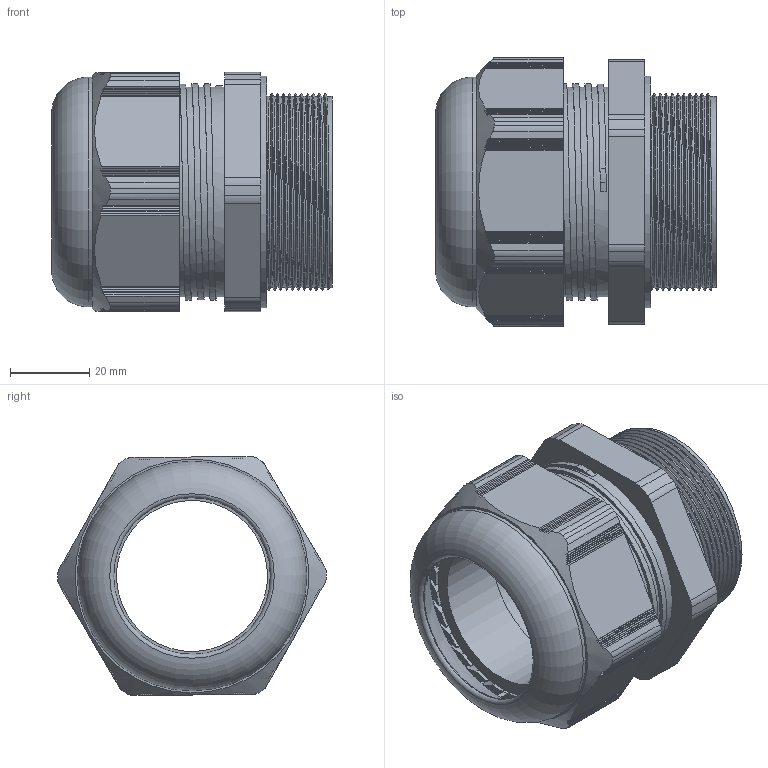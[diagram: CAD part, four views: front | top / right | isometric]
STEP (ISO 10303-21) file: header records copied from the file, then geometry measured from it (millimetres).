
FILE_DESCRIPTION(/* description */ ('Euro-Top X3 HI Poylamid M50 Stutzen'),/* implementation_level */ '2;1');
FILE_NAME(/* name */ '85080550X3HI-RST.stp',/* time_stamp */ '2015-03-04T12:16:50+01:00',/* author */ ('sl'),/* organization */ (''),/* preprocessor_version */ 'ST-DEVELOPER v15.2',/* originating_system */ 'Autodesk Inventor 2014',/* authorisation */ '');
FILE_SCHEMA (('AUTOMOTIVE_DESIGN { 1 0 10303 214 3 1 1 }'));
Length unit declared in the file: millimetre
Products named in the file (5): Euro-Top-X3HI-13-BT-0001-85080550X3HI; Euro-Top-X3HI-13-BT-0002-85080550X3HI; Euro-Top-X3HI-13-BT-0003-85080550X3HI; Euro-Top-X3HI-13-BT-0004-85080550X3HI; Euro-Top-X3HI-13-BG-0001-85080550X3HI
Assembly tree (4 placements, depth 2):
  Euro-Top-X3HI-13-BG-0001-85080550X3HI
    Euro-Top-X3HI-13-BT-0001-85080550X3HI
    Euro-Top-X3HI-13-BT-0002-85080550X3HI
    Euro-Top-X3HI-13-BT-0003-85080550X3HI
    Euro-Top-X3HI-13-BT-0004-85080550X3HI
Bounding box: 70.69 x 67.75 x 60.3 mm (x, y, z)
Volume: 86089.4 mm3; surface area: 50831.1 mm2
Topology: 4 solids, 4 shells, 481 faces, 1391 edges, 923 vertices
Faces by surface type: plane 282, cylinder 112, torus 53, cone 28, bspline 6
Full cylindrical faces by diameter (mm): 38.08 x1, 38.9 x1, 39.49 x1, 39.9 x1, 44.5 x1, 44.7 x1, 48.178 x11, 48.64 x1, 49.9 x1, 50.7 x1, 52.68 x7, 52.82 x6, 54.38 x7, 57.92 x1, 58.3 x1
Entity records: 19250 total; most frequent: CARTESIAN_POINT 8039, ORIENTED_EDGE 2538, DIRECTION 2138, EDGE_CURVE 1269, VERTEX_POINT 856, AXIS2_PLACEMENT_3D 765, LINE 608, VECTOR 608
